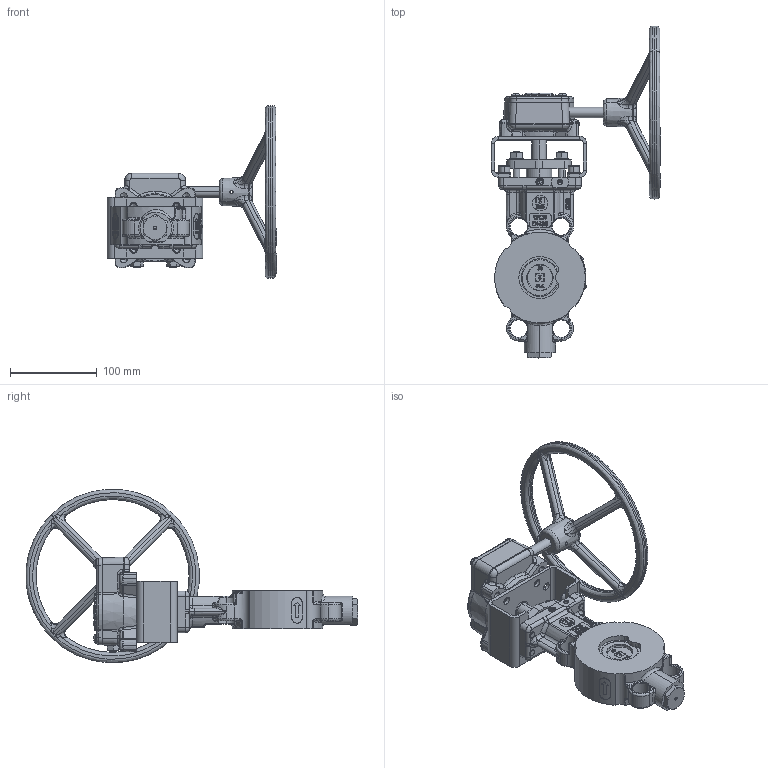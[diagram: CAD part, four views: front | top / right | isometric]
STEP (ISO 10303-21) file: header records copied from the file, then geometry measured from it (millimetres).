
FILE_DESCRIPTION (( 'STEP AP203' ), '1' );
FILE_NAME ('5590B05003.STEP', '2023-05-03T10:21:14', ( '' ), ( '' ), 'SwSTEP 2.0', 'SolidWorks 2022', '' );
FILE_SCHEMA (( 'CONFIG_CONTROL_DESIGN' ));
Products named in the file (1): 5590B05003
Bounding box: 195 x 382.12 x 199.24 mm (x, y, z)
Volume: 966996.5 mm3; surface area: 238800.1 mm2
Topology: 20 solids, 43 shells, 3855 faces, 9816 edges, 6149 vertices
Faces by surface type: bspline 1360, plane 1239, cylinder 733, cone 369, torus 140, sphere 14
Entity records: 211937 total; most frequent: CARTESIAN_POINT 129925, ORIENTED_EDGE 19422, DIRECTION 13319, EDGE_CURVE 9711, VERTEX_POINT 6141, AXIS2_PLACEMENT_3D 4812, EDGE_LOOP 4152, ADVANCED_FACE 3855
